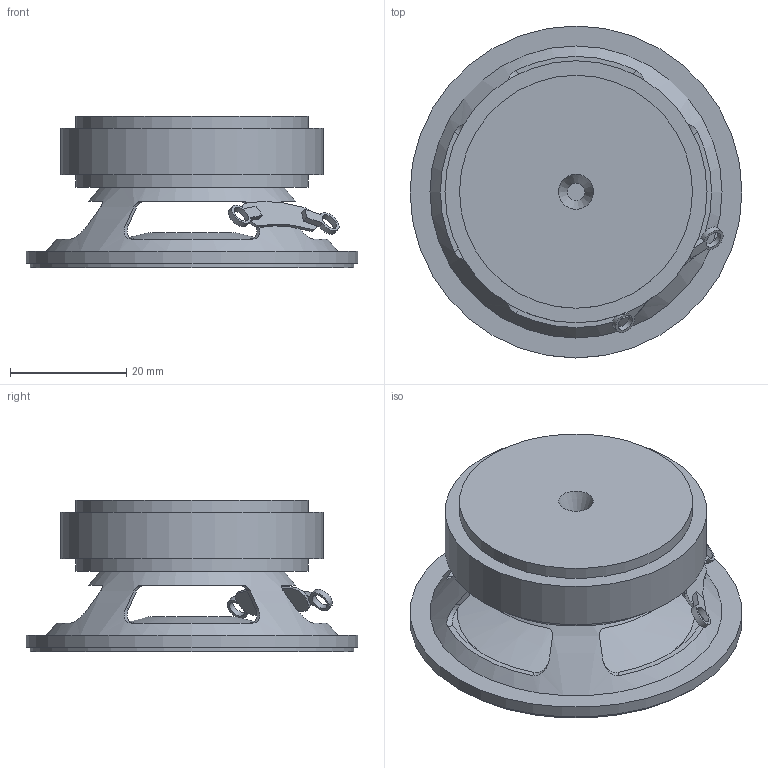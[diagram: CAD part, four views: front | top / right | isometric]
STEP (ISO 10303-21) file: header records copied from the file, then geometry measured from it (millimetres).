
FILE_DESCRIPTION(/* description */ ('Alibre Inc.'),/* implementation_level */ '2;1');
FILE_NAME(/* name */ 'export0',/* time_stamp */ '2017-12-04T19:36:10-06:00',/* author */ (''),/* organization */ (''),/* preprocessor_version */ 'ST-DEVELOPER v14',/* originating_system */ 'Alibre',/* authorisation */ '');
FILE_SCHEMA (('AUTOMOTIVE_DESIGN'));
Length unit declared in the file: centimetre
Bounding box: 57 x 57 x 26 mm (x, y, z)
Volume: 22722.4 mm3; surface area: 13312.3 mm2
Topology: 5 solids, 5 shells, 80 faces, 191 edges, 127 vertices
Faces by surface type: plane 42, cylinder 32, cone 6
Full cylindrical faces by diameter (mm): 3 x2, 40 x2, 41 x1, 45 x1, 55.5 x1, 57 x1
Entity records: 3216 total; most frequent: CARTESIAN_POINT 1515, ORIENTED_EDGE 312, DIRECTION 303, EDGE_CURVE 155, AXIS2_PLACEMENT_3D 134, VERTEX_POINT 111, EDGE_LOOP 104, FACE_BOUND 104
